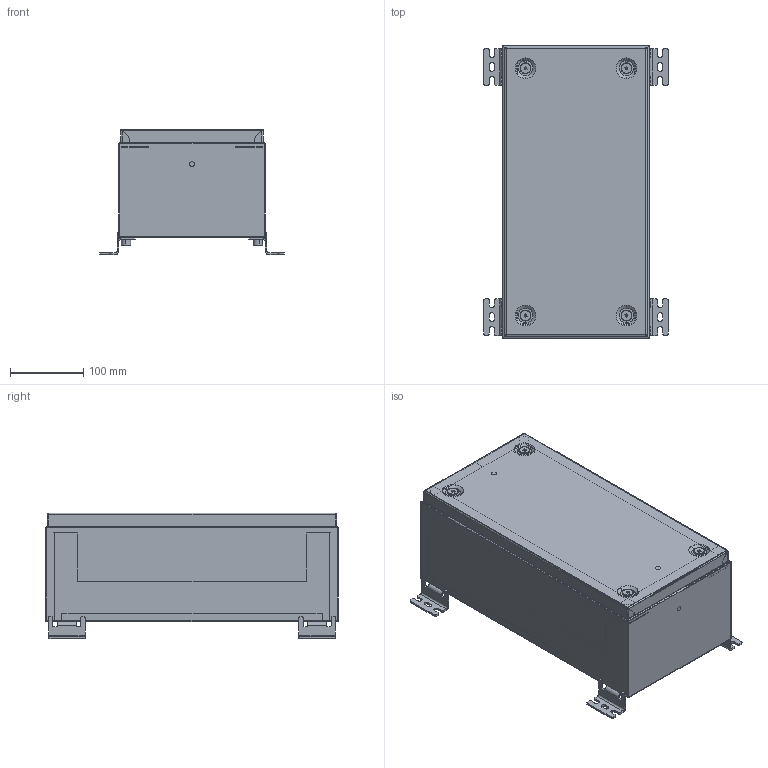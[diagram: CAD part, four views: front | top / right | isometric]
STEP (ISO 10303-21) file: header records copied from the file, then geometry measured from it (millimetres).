
FILE_DESCRIPTION (( 'STEP AP214' ), '1' );
FILE_NAME ('ÊÒ.312.415 Êëåììíàÿ êîðîáêà W200H400D150.STEP', '2024-04-23T09:24:55', ( '' ), ( '' ), 'SwSTEP 2.0', 'SolidWorks 2021', '' );
FILE_SCHEMA (( 'AUTOMOTIVE_DESIGN' ));
Length unit declared in the file: millimetre
Products named in the file (15): 室.312.415.10.02 蚜 署赅; ÊÒ.312.415.10.01 Êîðïóñ øêàôà W200H400D150; Âèíò Ì6õ25 ìåáåëüíûé; Øïèëüêà ïðèâàðíàÿ Ì6õ16; ÊÒ.312.415 Êëåììíàÿ êîðîáêà W200H400D150; Çàêëåïêà ðåçüáîâàÿ Ì6 øåñòèãðàííàÿ ñ óìåíüøåííûì áîðòîì; ÊÒ.312.415.10.00 ÑÁ Êàðêàñ øêàôà; ÊÒ.312.415.20.00 Êðûøêà ïåðåäíÿÿ; Ãàñêåòèíã W200H400; Çàêëåïêà ðåçüáîâàÿ Ì8 øåñòèãðàííàÿ ñ óìåíüøåííûì áîðòîì; 室.312.415.10.02 署赅 W200D150; ÊÒ.312.412.20.01 Êðûøêà äâåðíàÿ W200H400; 471.100 Íàñòåííîå êðåïëåíèå; ÊÒ.312.415.10.03 Ðàìà ìîíòàæíîé ïàíåëè; 妈眚 DIN 912-󋔊0-Zn
Assembly tree (33 placements, depth 4):
  ÊÒ.312.415 Êëåììíàÿ êîðîáêà W200H400D150
    ÊÒ.312.415.10.00 ÑÁ Êàðêàñ øêàôà
      ÊÒ.312.415.10.01 Êîðïóñ øêàôà W200H400D150
      室.312.415.10.02 蚜 署赅  x2
        室.312.415.10.02 署赅 W200D150
        Øïèëüêà ïðèâàðíàÿ Ì6õ16
      ÊÒ.312.415.10.03 Ðàìà ìîíòàæíîé ïàíåëè  x2
    ÊÒ.312.415.20.00 Êðûøêà ïåðåäíÿÿ
      ÊÒ.312.412.20.01 Êðûøêà äâåðíàÿ W200H400
      Ãàñêåòèíã W200H400
      Øïèëüêà ïðèâàðíàÿ Ì6õ16  x2
    Çàêëåïêà ðåçüáîâàÿ Ì8 øåñòèãðàííàÿ ñ óìåíüøåííûì áîðòîì  x4
    471.100 Íàñòåííîå êðåïëåíèå  x4
    妈眚 DIN 912-󋔊0-Zn  x4
    Âèíò Ì6õ25 ìåáåëüíûé  x4
    Çàêëåïêà ðåçüáîâàÿ Ì6 øåñòèãðàííàÿ ñ óìåíüøåííûì áîðòîì  x4
Bounding box: 252 x 400 x 171.6 mm (x, y, z)
Volume: 599949.8 mm3; surface area: 948126.8 mm2
Topology: 31 solids, 31 shells, 1661 faces, 4217 edges, 2636 vertices
Faces by surface type: cylinder 758, plane 717, cone 130, bspline 28, torus 28
Entity records: 27276 total; most frequent: CARTESIAN_POINT 10936, ORIENTED_EDGE 3308, DIRECTION 3233, EDGE_CURVE 1654, AXIS2_PLACEMENT_3D 1120, VERTEX_POINT 1030, VECTOR 993, LINE 993
